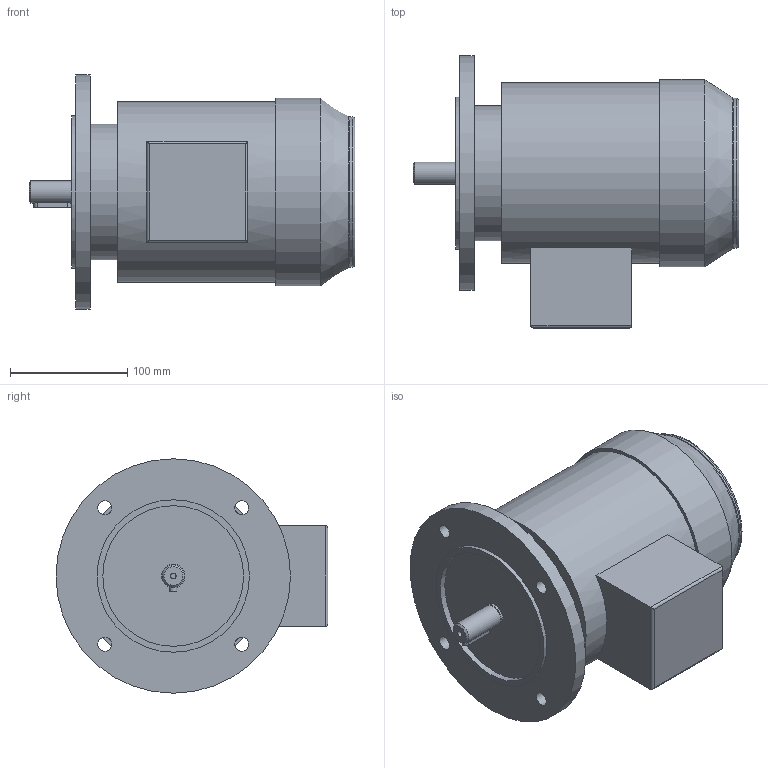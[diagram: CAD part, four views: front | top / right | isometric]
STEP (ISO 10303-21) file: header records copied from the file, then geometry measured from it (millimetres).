
FILE_DESCRIPTION( ( 'Unknown' ), '1' );
FILE_NAME( 'W-DA 80M B5.stp', 'Unknown', ( 'Unknown' ), ( 'Unknown' ), 'PSStep 10.1', 'Unknown', ' ' );
FILE_SCHEMA( ( 'AUTOMOTIVE_DESIGN { 1 0 10303 214 1 1 1 1 }' ) );
Length unit declared in the file: millimetre
Products named in the file (2): Assem1; W-DA 80M B5
Bounding box: 278 x 232 x 200 mm (x, y, z)
Volume: 9586001 mm3; surface area: 438100.9 mm2
Topology: 2 solids, 2 shells, 88 faces, 178 edges, 114 vertices
Faces by surface type: cylinder 42, plane 38, torus 4, cone 4
Full cylindrical faces by diameter (mm): 4.917 x2, 12 x8, 19 x2, 20 x4, 115.5 x2, 120 x2, 128 x2, 130 x2, 154 x2, 160 x2, 200 x2
Entity records: 1660 total; most frequent: CARTESIAN_POINT 222, DIRECTION 196, ORIENTED_EDGE 130, PRESENTATION_STYLE_ASSIGNMENT 89, COLOUR_RGB 89, AXIS2_PLACEMENT_3D 87, EDGE_LOOP 82, EDGE_CURVE 65
